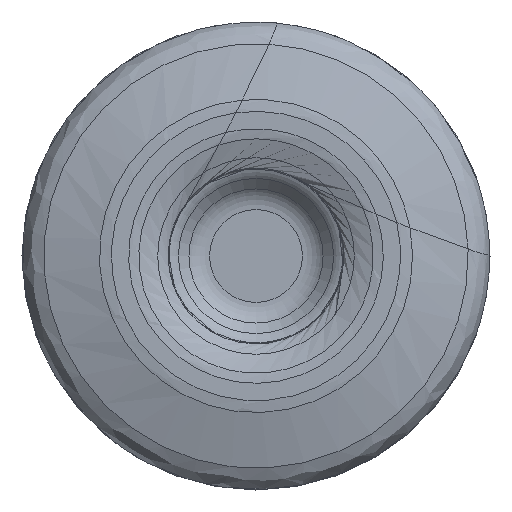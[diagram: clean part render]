
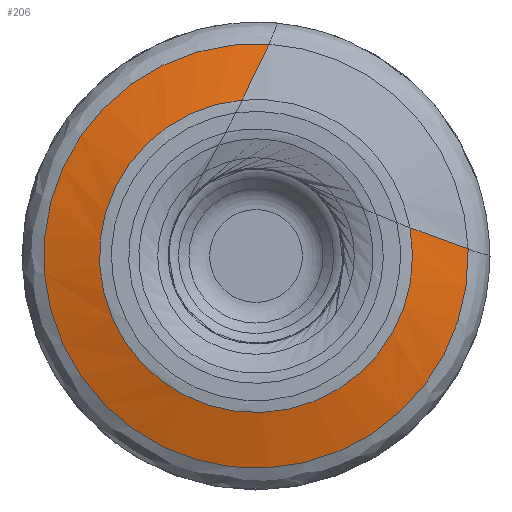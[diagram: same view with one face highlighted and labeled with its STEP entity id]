
A CAD part, left-side view. The second image highlights one B-rep face of the part: STEP entity #206.
In plain terms, the highlighted free-form (B-spline) face has degree [1, 3] with [2, 7] control points.
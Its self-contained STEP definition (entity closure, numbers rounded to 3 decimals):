
#40=(
BOUNDED_SURFACE()
B_SPLINE_SURFACE(1,3,((#1309,#1310,#1311,#1312,#1313,#1314,#1315),(#1316,
#1317,#1318,#1319,#1320,#1321,#1322)),.UNSPECIFIED.,.F.,.F.,.F.)
B_SPLINE_SURFACE_WITH_KNOTS((2,2),(4,3,4),(0.,1.),(0.,0.5,1.),
 .UNSPECIFIED.)
GEOMETRIC_REPRESENTATION_ITEM()
RATIONAL_B_SPLINE_SURFACE(((1.,0.574,0.574,1.,0.574,
0.574,1.),(1.,0.574,0.574,1.,0.574,
0.574,1.)))
REPRESENTATION_ITEM('')
SURFACE()
);
#74=LINE('',#1307,#92);
#75=LINE('',#1308,#93);
#92=VECTOR('',#924,1.);
#93=VECTOR('',#925,1.);
#153=FACE_OUTER_BOUND('',#309,.T.);
#206=ADVANCED_FACE('',(#153),#40,.F.);
#309=EDGE_LOOP('',(#404,#405,#406,#407));
#404=ORIENTED_EDGE('',*,*,#607,.F.);
#405=ORIENTED_EDGE('',*,*,#608,.F.);
#406=ORIENTED_EDGE('',*,*,#604,.T.);
#407=ORIENTED_EDGE('',*,*,#609,.F.);
#544=VERTEX_POINT('',#1272);
#545=VERTEX_POINT('',#1273);
#546=VERTEX_POINT('',#1305);
#547=VERTEX_POINT('',#1306);
#604=EDGE_CURVE('',#544,#545,#684,.T.);
#607=EDGE_CURVE('',#546,#547,#687,.T.);
#608=EDGE_CURVE('',#544,#546,#74,.T.);
#609=EDGE_CURVE('',#547,#545,#75,.T.);
#684=CIRCLE('',#770,10.705);
#687=CIRCLE('',#773,14.512);
#770=AXIS2_PLACEMENT_3D('',#1271,#916,#917);
#773=AXIS2_PLACEMENT_3D('',#1304,#922,#923);
#916=DIRECTION('',(1.,0.,0.));
#917=DIRECTION('',(0.,-0.983,0.181));
#922=DIRECTION('',(1.,0.,0.));
#923=DIRECTION('',(0.,-0.999,0.033));
#924=DIRECTION('',(0.241,-0.911,-0.336));
#925=DIRECTION('',(-0.241,0.42,-0.875));
#1271=CARTESIAN_POINT('',(0.149,0.,0.));
#1272=CARTESIAN_POINT('',(0.149,-10.528,1.939));
#1273=CARTESIAN_POINT('',(0.149,0.946,10.664));
#1304=CARTESIAN_POINT('',(1.199,0.,0.));
#1305=CARTESIAN_POINT('',(1.199,-14.504,0.472));
#1306=CARTESIAN_POINT('',(1.199,-0.886,14.485));
#1307=CARTESIAN_POINT('',(0.149,-10.528,1.939));
#1308=CARTESIAN_POINT('',(0.149,0.946,10.664));
#1309=CARTESIAN_POINT('',(0.149,-10.528,1.939));
#1310=CARTESIAN_POINT('',(0.149,-12.629,-9.465));
#1311=CARTESIAN_POINT('',(0.149,-2.751,-15.54));
#1312=CARTESIAN_POINT('',(0.149,6.48,-8.522));
#1313=CARTESIAN_POINT('',(0.149,15.71,-1.503));
#1314=CARTESIAN_POINT('',(0.149,12.497,9.638));
#1315=CARTESIAN_POINT('',(0.149,0.946,10.664));
#1316=CARTESIAN_POINT('',(1.199,-14.504,0.472));
#1317=CARTESIAN_POINT('',(1.199,-15.015,-15.239));
#1318=CARTESIAN_POINT('',(1.199,-0.548,-21.386));
#1319=CARTESIAN_POINT('',(1.199,10.407,-10.114));
#1320=CARTESIAN_POINT('',(1.199,21.362,1.159));
#1321=CARTESIAN_POINT('',(1.199,14.804,15.444));
#1322=CARTESIAN_POINT('',(1.199,-0.886,14.485));
